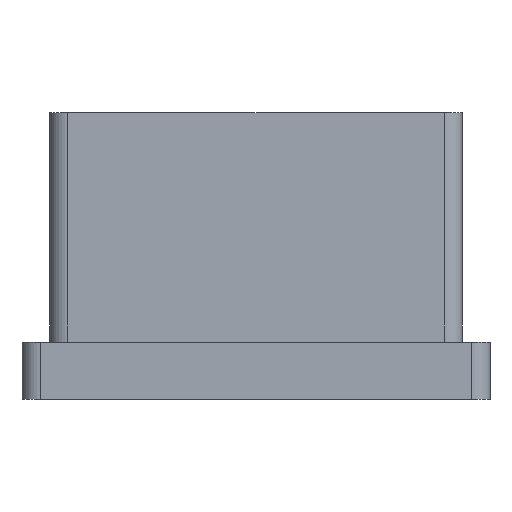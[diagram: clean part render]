
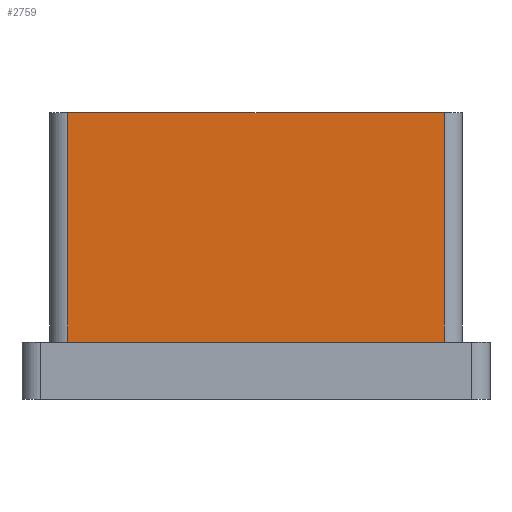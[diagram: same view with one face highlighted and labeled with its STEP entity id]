
A CAD part, left-side view. The second image highlights one B-rep face of the part: STEP entity #2759.
In plain terms, the highlighted planar face has unit normal (-1, 0, 0).
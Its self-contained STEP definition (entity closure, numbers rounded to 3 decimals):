
#339=PLANE('',#2992);
#414=FACE_OUTER_BOUND('',#587,.T.);
#587=EDGE_LOOP('',(#2060,#2061,#2062,#2063));
#803=LINE('',#3905,#1037);
#804=LINE('',#3907,#1038);
#805=LINE('',#3909,#1039);
#806=LINE('',#3910,#1040);
#1037=VECTOR('',#3317,10.414);
#1038=VECTOR('',#3318,6.35);
#1039=VECTOR('',#3319,10.414);
#1040=VECTOR('',#3320,6.35);
#1293=VERTEX_POINT('',#3903);
#1294=VERTEX_POINT('',#3904);
#1295=VERTEX_POINT('',#3906);
#1296=VERTEX_POINT('',#3908);
#1589=EDGE_CURVE('',#1293,#1294,#803,.T.);
#1590=EDGE_CURVE('',#1294,#1295,#804,.T.);
#1591=EDGE_CURVE('',#1296,#1295,#805,.T.);
#1592=EDGE_CURVE('',#1296,#1293,#806,.T.);
#2060=ORIENTED_EDGE('',*,*,#1589,.T.);
#2061=ORIENTED_EDGE('',*,*,#1590,.T.);
#2062=ORIENTED_EDGE('',*,*,#1591,.F.);
#2063=ORIENTED_EDGE('',*,*,#1592,.T.);
#2759=ADVANCED_FACE('',(#414),#339,.T.);
#2992=AXIS2_PLACEMENT_3D('',#3902,#3315,#3316);
#3315=DIRECTION('center_axis',(-1.,0.,0.));
#3316=DIRECTION('ref_axis',(0.,-1.,0.));
#3317=DIRECTION('',(0.,-1.,0.));
#3318=DIRECTION('',(0.,0.,1.));
#3319=DIRECTION('',(0.,-1.,0.));
#3320=DIRECTION('',(0.,0.,-1.));
#3902=CARTESIAN_POINT('Origin',(-5.715,5.715,-4.572));
#3903=CARTESIAN_POINT('',(-5.715,5.207,-4.572));
#3904=CARTESIAN_POINT('',(-5.715,-5.207,-4.572));
#3905=CARTESIAN_POINT('',(-5.715,5.207,-4.572));
#3906=CARTESIAN_POINT('',(-5.715,-5.207,1.778));
#3907=CARTESIAN_POINT('',(-5.715,-5.207,-4.572));
#3908=CARTESIAN_POINT('',(-5.715,5.207,1.778));
#3909=CARTESIAN_POINT('',(-5.715,5.207,1.778));
#3910=CARTESIAN_POINT('',(-5.715,5.207,1.778));
